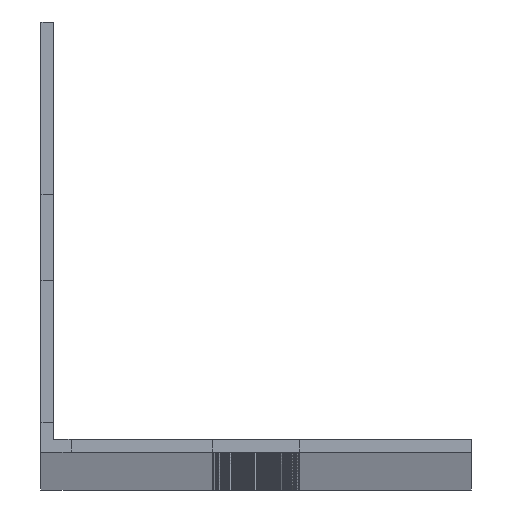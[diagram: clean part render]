
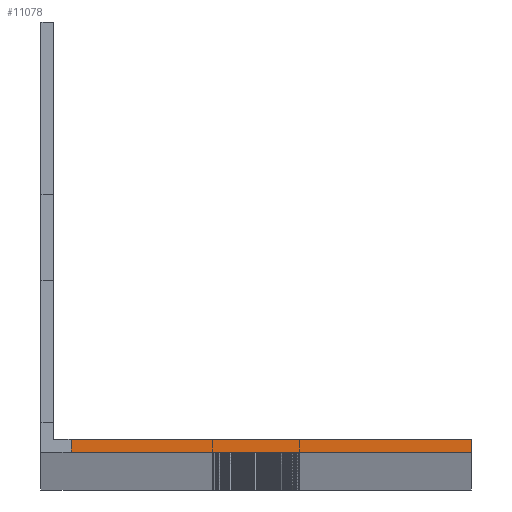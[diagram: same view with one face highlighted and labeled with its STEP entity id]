
A CAD part, top view. The second image highlights one B-rep face of the part: STEP entity #11078.
In plain terms, the highlighted planar face has unit normal (0, 0, 1).
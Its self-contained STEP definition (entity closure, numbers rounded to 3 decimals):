
#1283=FACE_OUTER_BOUND('',#2051,.T.);
#2051=EDGE_LOOP('',(#9016,#9017,#9018,#9019));
#2309=LINE('',#15466,#3347);
#2572=LINE('',#16497,#3610);
#3086=LINE('',#18026,#4124);
#3090=LINE('',#18035,#4128);
#3347=VECTOR('',#12383,10.);
#3610=VECTOR('',#13154,10.);
#4124=VECTOR('',#14682,10.);
#4128=VECTOR('',#14694,10.);
#4385=VERTEX_POINT('',#15463);
#4386=VERTEX_POINT('',#15465);
#4899=VERTEX_POINT('',#16494);
#4900=VERTEX_POINT('',#16496);
#5413=EDGE_CURVE('',#4386,#4385,#2309,.T.);
#5928=EDGE_CURVE('',#4899,#4900,#2572,.T.);
#6694=EDGE_CURVE('',#4385,#4900,#3086,.T.);
#6698=EDGE_CURVE('',#4899,#4386,#3090,.T.);
#9016=ORIENTED_EDGE('',*,*,#6694,.T.);
#9017=ORIENTED_EDGE('',*,*,#5928,.F.);
#9018=ORIENTED_EDGE('',*,*,#6698,.T.);
#9019=ORIENTED_EDGE('',*,*,#5413,.T.);
#10171=PLANE('',#12121);
#11078=ADVANCED_FACE('',(#1283),#10171,.T.);
#12121=AXIS2_PLACEMENT_3D('',#18034,#14692,#14693);
#12383=DIRECTION('',(-1.,0.,0.));
#13154=DIRECTION('',(-1.,0.,0.));
#14682=DIRECTION('',(0.,-1.,0.));
#14692=DIRECTION('center_axis',(0.,0.,1.));
#14693=DIRECTION('ref_axis',(1.,0.,0.));
#14694=DIRECTION('',(0.,1.,0.));
#15463=CARTESIAN_POINT('',(-46.5,1.5,0.));
#15465=CARTESIAN_POINT('',(0.,1.5,0.));
#15466=CARTESIAN_POINT('',(0.,1.5,0.));
#16494=CARTESIAN_POINT('',(0.,0.,0.));
#16496=CARTESIAN_POINT('',(-46.5,0.,0.));
#16497=CARTESIAN_POINT('',(0.,0.,0.));
#18026=CARTESIAN_POINT('',(-46.5,0.75,0.));
#18034=CARTESIAN_POINT('Origin',(-50.,3.5,0.));
#18035=CARTESIAN_POINT('',(0.,0.,0.));
